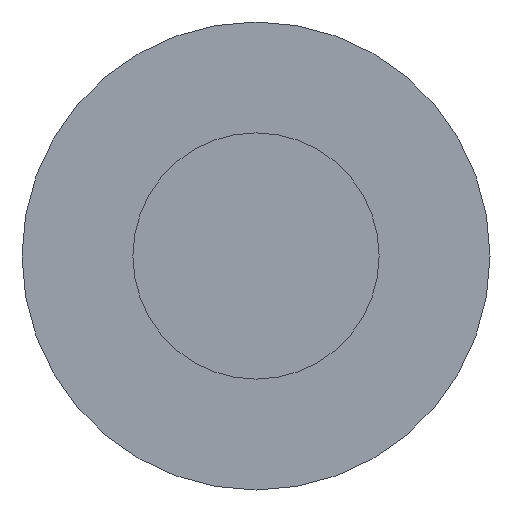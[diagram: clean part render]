
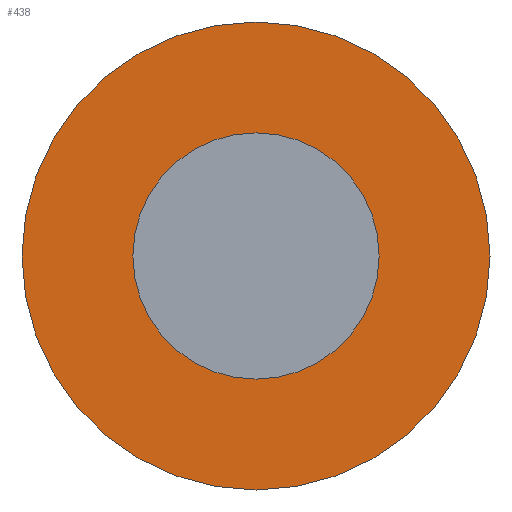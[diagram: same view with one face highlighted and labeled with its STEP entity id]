
A CAD part, front view. The second image highlights one B-rep face of the part: STEP entity #438.
In plain terms, the highlighted planar face has unit normal (0, -1, 0).
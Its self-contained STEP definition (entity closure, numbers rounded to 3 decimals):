
#12 = DIRECTION ( 'NONE',  ( 0., 0., -1. ) ) ;
#23 = VERTEX_POINT ( 'NONE', #478 ) ;
#32 = ORIENTED_EDGE ( 'NONE', *, *, #187, .F. ) ;
#54 = CARTESIAN_POINT ( 'NONE',  ( 0., 0., 2.85 ) ) ;
#59 = CARTESIAN_POINT ( 'NONE',  ( 0., 0., 0. ) ) ;
#74 = CARTESIAN_POINT ( 'NONE',  ( 0., 0., -2.85 ) ) ;
#75 = EDGE_LOOP ( 'NONE', ( #32, #399 ) ) ;
#76 = DIRECTION ( 'NONE',  ( 0., 0., -1. ) ) ;
#101 = ORIENTED_EDGE ( 'NONE', *, *, #301, .T. ) ;
#105 = ORIENTED_EDGE ( 'NONE', *, *, #462, .T. ) ;
#116 = CARTESIAN_POINT ( 'NONE',  ( 0., 0., 0. ) ) ;
#118 = CIRCLE ( 'NONE', #328, 1.5 ) ;
#121 = CARTESIAN_POINT ( 'NONE',  ( 0., 0., 0. ) ) ;
#122 = DIRECTION ( 'NONE',  ( 0., 0., -1. ) ) ;
#143 = FACE_OUTER_BOUND ( 'NONE', #277, .T. ) ;
#152 = DIRECTION ( 'NONE',  ( 0., 0., -1. ) ) ;
#157 = CIRCLE ( 'NONE', #299, 2.85 ) ;
#165 = CARTESIAN_POINT ( 'NONE',  ( 0., 0., 0. ) ) ;
#175 = CIRCLE ( 'NONE', #480, 1.5 ) ;
#187 = EDGE_CURVE ( 'NONE', #23, #239, #175, .T. ) ;
#226 = DIRECTION ( 'NONE',  ( 0., -1., 0. ) ) ;
#229 = CIRCLE ( 'NONE', #428, 2.85 ) ;
#233 = PLANE ( 'NONE',  #463 ) ;
#239 = VERTEX_POINT ( 'NONE', #492 ) ;
#271 = CARTESIAN_POINT ( 'NONE',  ( 0., 0., 0. ) ) ;
#277 = EDGE_LOOP ( 'NONE', ( #101, #105 ) ) ;
#292 = DIRECTION ( 'NONE',  ( 0., -1., 0. ) ) ;
#299 = AXIS2_PLACEMENT_3D ( 'NONE', #165, #292, #12 ) ;
#301 = EDGE_CURVE ( 'NONE', #458, #371, #157, .T. ) ;
#302 = DIRECTION ( 'NONE',  ( 0., -1., 0. ) ) ;
#316 = EDGE_CURVE ( 'NONE', #239, #23, #118, .T. ) ;
#328 = AXIS2_PLACEMENT_3D ( 'NONE', #59, #392, #122 ) ;
#338 = FACE_BOUND ( 'NONE', #75, .T. ) ;
#352 = DIRECTION ( 'NONE',  ( 0., 0., -1. ) ) ;
#371 = VERTEX_POINT ( 'NONE', #54 ) ;
#392 = DIRECTION ( 'NONE',  ( 0., -1., 0. ) ) ;
#399 = ORIENTED_EDGE ( 'NONE', *, *, #316, .F. ) ;
#428 = AXIS2_PLACEMENT_3D ( 'NONE', #116, #226, #76 ) ;
#438 = ADVANCED_FACE ( 'NONE', ( #338, #143 ), #233, .T. ) ;
#440 = DIRECTION ( 'NONE',  ( 0., -1., 0. ) ) ;
#458 = VERTEX_POINT ( 'NONE', #74 ) ;
#462 = EDGE_CURVE ( 'NONE', #371, #458, #229, .T. ) ;
#463 = AXIS2_PLACEMENT_3D ( 'NONE', #271, #302, #152 ) ;
#478 = CARTESIAN_POINT ( 'NONE',  ( 0., 0., 1.5 ) ) ;
#480 = AXIS2_PLACEMENT_3D ( 'NONE', #121, #440, #352 ) ;
#492 = CARTESIAN_POINT ( 'NONE',  ( 0., 0., -1.5 ) ) ;
